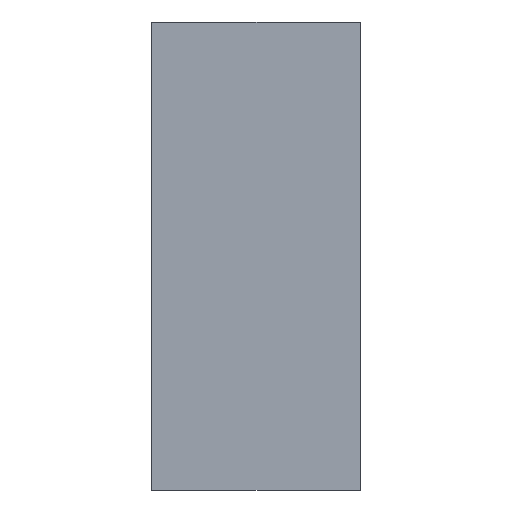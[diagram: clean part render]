
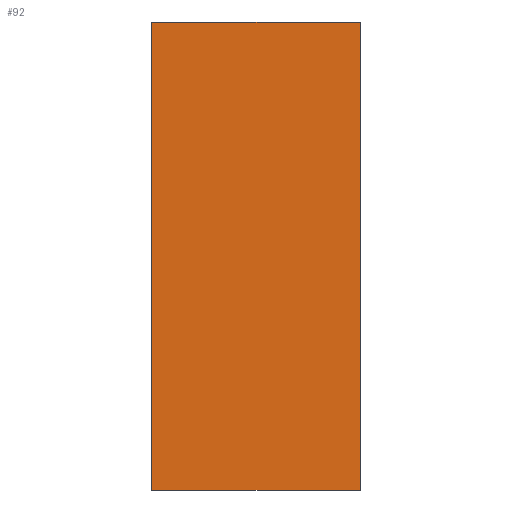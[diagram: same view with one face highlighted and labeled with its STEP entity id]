
A CAD part, left-side view. The second image highlights one B-rep face of the part: STEP entity #92.
In plain terms, the highlighted planar face has unit normal (-1, 0, 0).
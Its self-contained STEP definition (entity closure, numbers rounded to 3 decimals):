
#26 = FACE_OUTER_BOUND ( 'NONE', #54, .T. ) ;
#28 = LINE ( 'NONE', #44, #118 ) ;
#44 = CARTESIAN_POINT ( 'NONE',  ( 62.467, 94.483, 172.259 ) ) ;
#47 = DIRECTION ( 'NONE',  ( 0., 0., -1. ) ) ;
#54 = EDGE_LOOP ( 'NONE', ( #91, #116, #237, #111 ) ) ;
#64 = DIRECTION ( 'NONE',  ( 0., 0., -1. ) ) ;
#71 = VERTEX_POINT ( 'NONE', #113 ) ;
#82 = DIRECTION ( 'NONE',  ( 0., 1., 0. ) ) ;
#83 = VECTOR ( 'NONE', #47, 1000. ) ;
#84 = CARTESIAN_POINT ( 'NONE',  ( 62.467, 94.483, 172.259 ) ) ;
#91 = ORIENTED_EDGE ( 'NONE', *, *, #229, .T. ) ;
#92 = ADVANCED_FACE ( 'NONE', ( #26 ), #171, .F. ) ;
#95 = VERTEX_POINT ( 'NONE', #209 ) ;
#99 = DIRECTION ( 'NONE',  ( 0., 1., 0. ) ) ;
#104 = CARTESIAN_POINT ( 'NONE',  ( 62.467, 94.483, 172.259 ) ) ;
#111 = ORIENTED_EDGE ( 'NONE', *, *, #141, .T. ) ;
#113 = CARTESIAN_POINT ( 'NONE',  ( 62.467, 94.483, 228.259 ) ) ;
#116 = ORIENTED_EDGE ( 'NONE', *, *, #193, .F. ) ;
#118 = VECTOR ( 'NONE', #82, 1000. ) ;
#121 = DIRECTION ( 'NONE',  ( 0., 0., -1. ) ) ;
#137 = DIRECTION ( 'NONE',  ( 1., 0., 0. ) ) ;
#141 = EDGE_CURVE ( 'NONE', #71, #95, #210, .T. ) ;
#149 = AXIS2_PLACEMENT_3D ( 'NONE', #154, #137, #64 ) ;
#151 = VERTEX_POINT ( 'NONE', #195 ) ;
#154 = CARTESIAN_POINT ( 'NONE',  ( 62.467, 94.483, 172.259 ) ) ;
#157 = CARTESIAN_POINT ( 'NONE',  ( 62.467, 94.483, 228.259 ) ) ;
#167 = VECTOR ( 'NONE', #121, 1000. ) ;
#171 = PLANE ( 'NONE',  #149 ) ;
#173 = CARTESIAN_POINT ( 'NONE',  ( 62.467, 119.483, 172.259 ) ) ;
#177 = EDGE_CURVE ( 'NONE', #71, #222, #211, .T. ) ;
#185 = VECTOR ( 'NONE', #99, 1000. ) ;
#193 = EDGE_CURVE ( 'NONE', #222, #151, #28, .T. ) ;
#195 = CARTESIAN_POINT ( 'NONE',  ( 62.467, 119.483, 172.259 ) ) ;
#209 = CARTESIAN_POINT ( 'NONE',  ( 62.467, 119.483, 228.259 ) ) ;
#210 = LINE ( 'NONE', #157, #185 ) ;
#211 = LINE ( 'NONE', #84, #83 ) ;
#222 = VERTEX_POINT ( 'NONE', #104 ) ;
#224 = LINE ( 'NONE', #173, #167 ) ;
#229 = EDGE_CURVE ( 'NONE', #95, #151, #224, .T. ) ;
#237 = ORIENTED_EDGE ( 'NONE', *, *, #177, .F. ) ;
